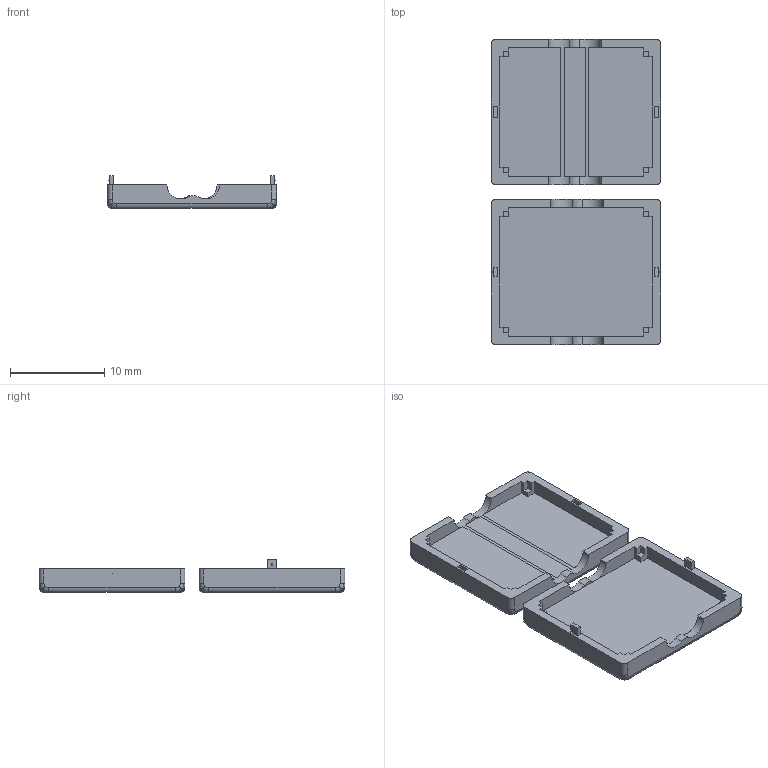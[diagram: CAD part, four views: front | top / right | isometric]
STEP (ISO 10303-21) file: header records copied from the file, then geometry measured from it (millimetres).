
FILE_DESCRIPTION(/* description */ ('STEP AP214'),/* implementation_level */ '2;1');
FILE_NAME(/* name */ 'Level Shifter Case.step',/* time_stamp */ '2025-06-26T13:05:11-06:00',/* author */ (''),/* organization */ (''),/* preprocessor_version */ 'ST-DEVELOPER v20.1',/* originating_system */ 'Autodesk Translation Framework v14.10.0.0',/* authorisation */ '');
FILE_SCHEMA (('AUTOMOTIVE_DESIGN { 1 0 10303 214 3 1 1 }'));
Length unit declared in the file: millimetre
Products named in the file (1): Logi Level Converter
Bounding box: 18 x 32.5 x 3.5 mm (x, y, z)
Volume: 700.6 mm3; surface area: 1559 mm2
Topology: 2 solids, 2 shells, 168 faces, 456 edges, 296 vertices
Faces by surface type: plane 90, bspline 48, cylinder 26, sphere 4
Entity records: 6969 total; most frequent: CARTESIAN_POINT 2837, ORIENTED_EDGE 904, DIRECTION 786, EDGE_CURVE 452, VERTEX_POINT 296, LINE 264, VECTOR 264, AXIS2_PLACEMENT_3D 261
